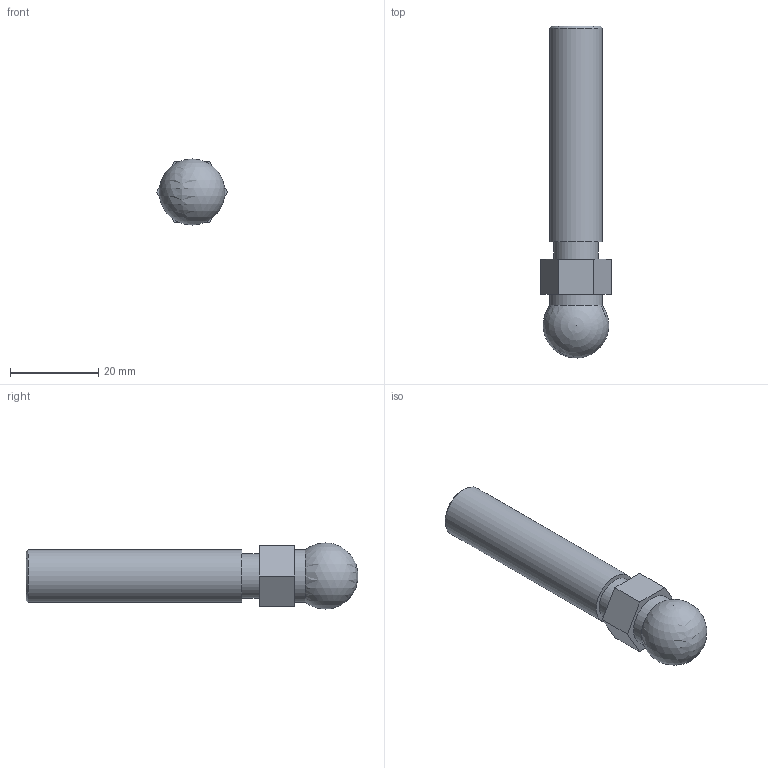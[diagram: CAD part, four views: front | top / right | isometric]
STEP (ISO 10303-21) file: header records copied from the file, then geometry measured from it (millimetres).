
FILE_DESCRIPTION((''),'2;1');
FILE_NAME('AR3485.stp','2016-06-14T15:59:28',('Konstruktor II'),(''),'Autodesk Inventor 2013','Autodesk Inventor 2013','');
FILE_SCHEMA(('AUTOMOTIVE_DESIGN { 1 0 10303 214 1 1 1 1 }'));
Length unit declared in the file: millimetre
Products named in the file (1): AR3485
Bounding box: 16 x 75.42 x 15 mm (x, y, z)
Volume: 8417.1 mm3; surface area: 3701.5 mm2
Topology: 2 solids, 2 shells, 18 faces, 36 edges, 23 vertices
Faces by surface type: plane 12, cylinder 4, sphere 1, cone 1
Full cylindrical faces by diameter (mm): 10 x2, 12 x2
Entity records: 432 total; most frequent: DIRECTION 74, CARTESIAN_POINT 66, ORIENTED_EDGE 54, AXIS2_PLACEMENT_3D 28, EDGE_CURVE 27, EDGE_LOOP 26, VERTEX_POINT 20, FACE_OUTER_BOUND 18
